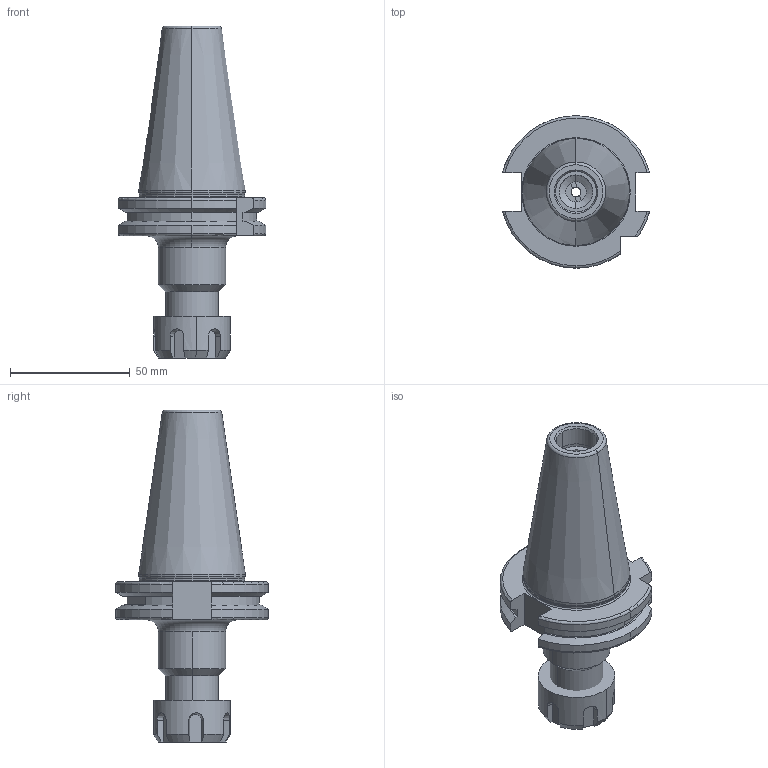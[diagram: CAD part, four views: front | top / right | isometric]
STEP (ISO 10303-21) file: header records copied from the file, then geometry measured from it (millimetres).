
FILE_DESCRIPTION (( 'STEP AP203' ), '1' );
FILE_NAME ('91406-ER116070.STEP', '2016-02-29T06:05:19', ( '' ), ( '' ), 'SwSTEP 2.0', 'SolidWorks 2009', '' );
FILE_SCHEMA (( 'CONFIG_CONTROL_DESIGN' ));
Length unit declared in the file: millimetre
Products named in the file (4): 91406-ER116070; SK40 CCH ER16 070 WW; FTNUTER16 DIN 6499; FTSCW71620
Assembly tree (3 placements, depth 2):
  91406-ER116070
    FTSCW71620
    FTNUTER16 DIN 6499
    SK40 CCH ER16 070 WW
Bounding box: 61.48 x 63.55 x 138.4 mm (x, y, z)
Volume: 127909.2 mm3; surface area: 30097.8 mm2
Topology: 3 solids, 3 shells, 180 faces, 460 edges, 296 vertices
Faces by surface type: plane 68, cylinder 51, cone 43, torus 18
Entity records: 6220 total; most frequent: CARTESIAN_POINT 1342, DIRECTION 988, ORIENTED_EDGE 920, EDGE_CURVE 460, AXIS2_PLACEMENT_3D 392, VERTEX_POINT 296, CIRCLE 206, LINE 204
